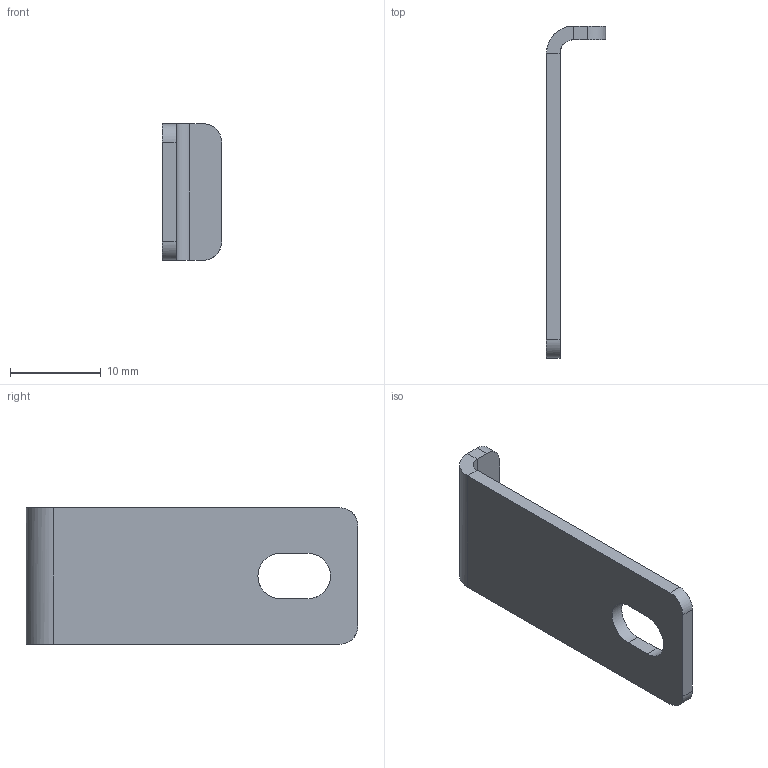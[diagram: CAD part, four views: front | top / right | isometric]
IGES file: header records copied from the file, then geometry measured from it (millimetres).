
Global section: file name: BEK-NH; native system: Autodesk Inventor 2017; preprocessor: unknown; author: S. Sandt; organization: di-soric GmbH & Co. KG; date: 20170209.134755; units: millimetre
Bounding box: 6.5 x 36.5 x 15 mm (x, y, z)
Volume: 854.9 mm3; surface area: 1333.9 mm2
Topology: 1 solids, 1 shells, 22 faces, 52 edges, 32 vertices
Faces by surface type: bspline 22
